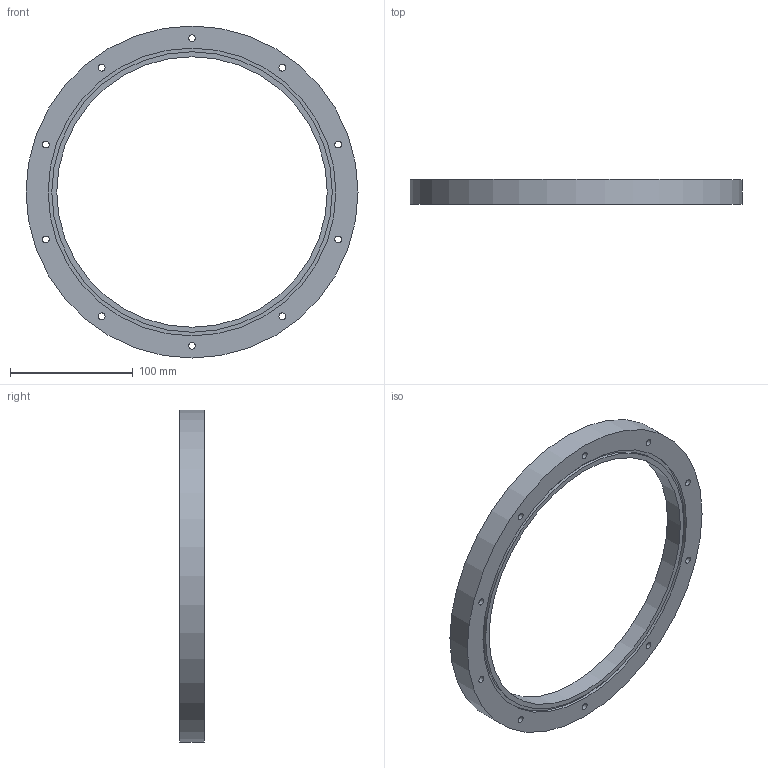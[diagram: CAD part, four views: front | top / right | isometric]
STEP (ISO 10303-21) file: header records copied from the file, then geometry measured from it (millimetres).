
FILE_DESCRIPTION(/* description */ (''),/* implementation_level */ '2;1');
FILE_NAME(/* name */ 'SealedGlassRing.stp',/* time_stamp */ '2025-12-15T16:43:01-05:00',/* author */ ('mayhe'),/* organization */ (''),/* preprocessor_version */ 'ST-DEVELOPER v20.1',/* originating_system */ 'Autodesk Inventor 2026',/* authorisation */ '');
FILE_SCHEMA (('AUTOMOTIVE_DESIGN { 1 0 10303 214 3 1 1 }'));
Length unit declared in the file: millimetre
Products named in the file (1): SealedGlassRing
Bounding box: 270 x 20 x 270 mm (x, y, z)
Volume: 323780.2 mm3; surface area: 79702.9 mm2
Topology: 1 solids, 1 shells, 370 faces, 1008 edges, 672 vertices
Faces by surface type: plane 205, bspline 148, cylinder 17
Full cylindrical faces by diameter (mm): 5.5 x10, 220 x1, 228 x2, 234 x2, 244 x1, 270 x1
Entity records: 12890 total; most frequent: CARTESIAN_POINT 4424, ORIENTED_EDGE 2016, DIRECTION 1192, EDGE_CURVE 1008, LINE 678, VECTOR 678, VERTEX_POINT 672, EDGE_LOOP 424
